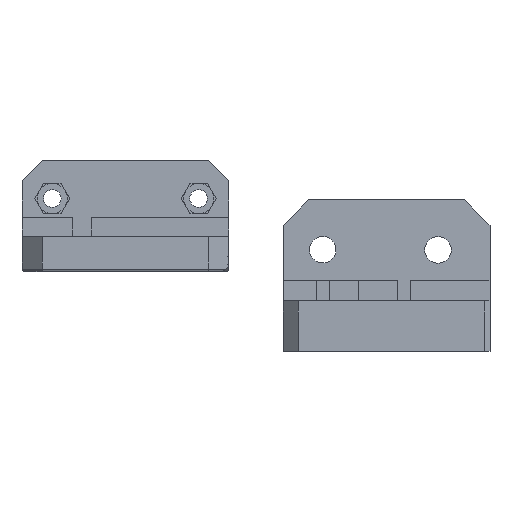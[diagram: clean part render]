
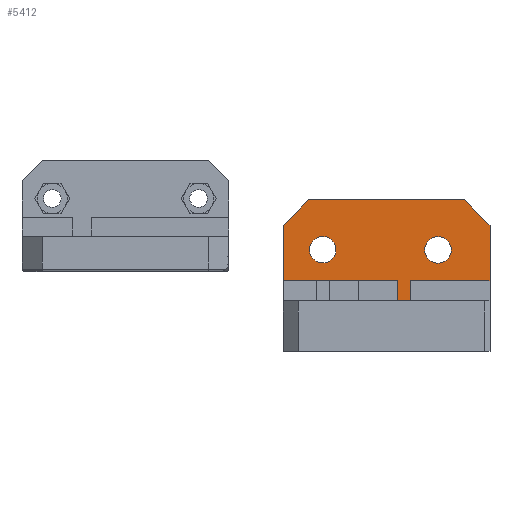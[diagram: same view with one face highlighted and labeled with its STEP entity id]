
A CAD part, front view. The second image highlights one B-rep face of the part: STEP entity #5412.
In plain terms, the highlighted planar face has unit normal (0, -1, 0).
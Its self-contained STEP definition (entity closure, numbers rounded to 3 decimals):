
#161=FACE_BOUND('',#1101,.T.);
#162=FACE_BOUND('',#1102,.T.);
#509=PLANE('',#5659);
#790=FACE_OUTER_BOUND('',#1100,.T.);
#1100=EDGE_LOOP('',(#5092,#5093,#5094,#5095,#5096,#5097));
#1101=EDGE_LOOP('',(#5098));
#1102=EDGE_LOOP('',(#5099));
#1419=LINE('',#8192,#1969);
#1423=LINE('',#8201,#1973);
#1434=LINE('',#8223,#1984);
#1444=LINE('',#8322,#1994);
#1446=LINE('',#8325,#1996);
#1653=LINE('',#9839,#2203);
#1969=VECTOR('',#6258,10.);
#1973=VECTOR('',#6264,10.);
#1984=VECTOR('',#6277,10.);
#1994=VECTOR('',#6297,10.);
#1996=VECTOR('',#6301,10.);
#2203=VECTOR('',#6674,10.);
#2228=CIRCLE('',#5649,2.625);
#2231=CIRCLE('',#5655,2.625);
#2529=VERTEX_POINT('',#8189);
#2530=VERTEX_POINT('',#8191);
#2533=VERTEX_POINT('',#8198);
#2534=VERTEX_POINT('',#8200);
#2544=VERTEX_POINT('',#8222);
#2566=VERTEX_POINT('',#8321);
#2749=VERTEX_POINT('',#9818);
#2752=VERTEX_POINT('',#9829);
#3194=EDGE_CURVE('',#2530,#2529,#1419,.T.);
#3198=EDGE_CURVE('',#2533,#2534,#1423,.T.);
#3209=EDGE_CURVE('',#2534,#2544,#1434,.T.);
#3235=EDGE_CURVE('',#2566,#2544,#1444,.T.);
#3237=EDGE_CURVE('',#2566,#2529,#1446,.T.);
#3528=EDGE_CURVE('',#2749,#2749,#2228,.T.);
#3533=EDGE_CURVE('',#2752,#2752,#2231,.T.);
#3537=EDGE_CURVE('',#2530,#2533,#1653,.T.);
#5092=ORIENTED_EDGE('',*,*,#3209,.F.);
#5093=ORIENTED_EDGE('',*,*,#3198,.F.);
#5094=ORIENTED_EDGE('',*,*,#3537,.F.);
#5095=ORIENTED_EDGE('',*,*,#3194,.T.);
#5096=ORIENTED_EDGE('',*,*,#3237,.F.);
#5097=ORIENTED_EDGE('',*,*,#3235,.T.);
#5098=ORIENTED_EDGE('',*,*,#3528,.T.);
#5099=ORIENTED_EDGE('',*,*,#3533,.T.);
#5412=ADVANCED_FACE('',(#790,#161,#162),#509,.T.);
#5649=AXIS2_PLACEMENT_3D('',#9820,#6647,#6648);
#5655=AXIS2_PLACEMENT_3D('',#9831,#6661,#6662);
#5659=AXIS2_PLACEMENT_3D('',#9838,#6672,#6673);
#6258=DIRECTION('',(0.,0.,1.));
#6264=DIRECTION('',(0.,0.,1.));
#6277=DIRECTION('',(0.707,0.,0.707));
#6297=DIRECTION('',(-1.,0.,0.));
#6301=DIRECTION('',(0.707,0.,-0.707));
#6647=DIRECTION('center_axis',(0.,1.,0.));
#6648=DIRECTION('ref_axis',(0.,0.,1.));
#6661=DIRECTION('center_axis',(0.,1.,0.));
#6662=DIRECTION('ref_axis',(0.,0.,1.));
#6672=DIRECTION('center_axis',(0.,-1.,0.));
#6673=DIRECTION('ref_axis',(0.,0.,1.));
#6674=DIRECTION('',(-1.,0.,0.));
#8189=CARTESIAN_POINT('',(94.88,160.09,5.));
#8191=CARTESIAN_POINT('',(94.88,160.09,-10.));
#8192=CARTESIAN_POINT('',(94.88,160.09,-10.));
#8198=CARTESIAN_POINT('',(53.88,160.09,-10.));
#8200=CARTESIAN_POINT('',(53.88,160.09,5.));
#8201=CARTESIAN_POINT('',(53.88,160.09,-10.));
#8222=CARTESIAN_POINT('',(58.88,160.09,10.));
#8223=CARTESIAN_POINT('',(61.63,160.09,12.75));
#8321=CARTESIAN_POINT('',(89.88,160.09,10.));
#8322=CARTESIAN_POINT('',(94.88,160.09,10.));
#8325=CARTESIAN_POINT('',(97.38,160.09,2.5));
#9818=CARTESIAN_POINT('',(84.574,160.09,-2.516));
#9820=CARTESIAN_POINT('Origin',(84.574,160.09,0.109));
#9829=CARTESIAN_POINT('',(61.748,160.09,-2.475));
#9831=CARTESIAN_POINT('Origin',(61.748,160.09,0.15));
#9838=CARTESIAN_POINT('Origin',(94.88,160.09,-10.));
#9839=CARTESIAN_POINT('',(94.88,160.09,-10.));
